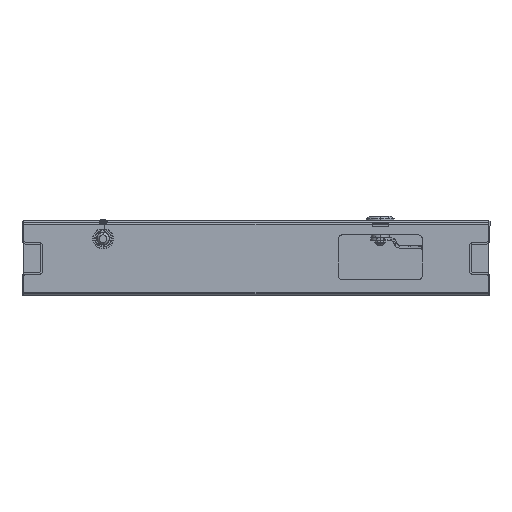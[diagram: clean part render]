
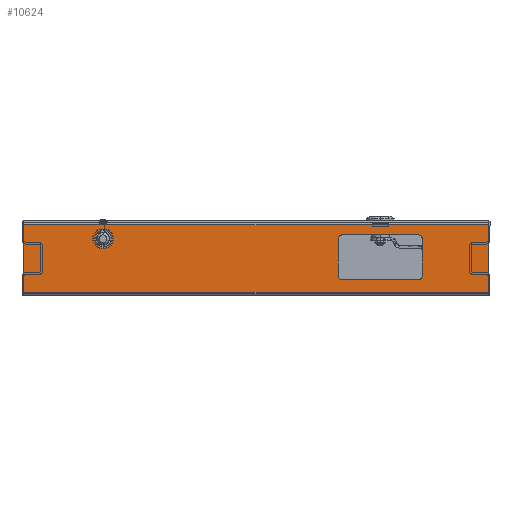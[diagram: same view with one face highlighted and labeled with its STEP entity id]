
A CAD part, front view. The second image highlights one B-rep face of the part: STEP entity #10624.
In plain terms, the highlighted planar face has unit normal (0, -1, 0).
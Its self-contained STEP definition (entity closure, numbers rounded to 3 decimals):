
#545 = DIRECTION ( 'NONE',  ( 1., 0., 0. ) ) ;
#1502 = CARTESIAN_POINT ( 'NONE',  ( -18., 0., -335. ) ) ;
#1846 = EDGE_CURVE ( 'NONE', #59936, #27088, #43526, .T. ) ;
#2015 = VERTEX_POINT ( 'NONE', #62609 ) ;
#3860 = EDGE_CURVE ( 'NONE', #19851, #43720, #24346, .T. ) ;
#4296 = CARTESIAN_POINT ( 'NONE',  ( -36., 0., -495. ) ) ;
#5063 = EDGE_CURVE ( 'NONE', #55768, #59936, #11448, .T. ) ;
#5733 = DIRECTION ( 'NONE',  ( 0., -1., 0. ) ) ;
#6119 = FACE_BOUND ( 'NONE', #54871, .T. ) ;
#6151 = DIRECTION ( 'NONE',  ( 1., 0., 0. ) ) ;
#6435 = DIRECTION ( 'NONE',  ( 1., 0., 0. ) ) ;
#6519 = EDGE_LOOP ( 'NONE', ( #73700, #7901, #11865, #54479 ) ) ;
#6844 = VERTEX_POINT ( 'NONE', #67258 ) ;
#7901 = ORIENTED_EDGE ( 'NONE', *, *, #57184, .F. ) ;
#7953 = FACE_BOUND ( 'NONE', #13155, .T. ) ;
#8215 = CARTESIAN_POINT ( 'NONE',  ( 40., 0., -495. ) ) ;
#8851 = EDGE_CURVE ( 'NONE', #2015, #6844, #73825, .T. ) ;
#9181 = VECTOR ( 'NONE', #6435, 1000. ) ;
#9525 = AXIS2_PLACEMENT_3D ( 'NONE', #61260, #44665, #10495 ) ;
#10495 = DIRECTION ( 'NONE',  ( 1., 0., 0. ) ) ;
#10624 = ADVANCED_FACE ( 'NONE', ( #6119, #7953, #55546 ), #53614, .T. ) ;
#10825 = AXIS2_PLACEMENT_3D ( 'NONE', #18586, #52009, #63784 ) ;
#11448 = CIRCLE ( 'NONE', #45706, 5. ) ;
#11865 = ORIENTED_EDGE ( 'NONE', *, *, #16192, .T. ) ;
#12878 = ORIENTED_EDGE ( 'NONE', *, *, #1846, .F. ) ;
#13155 = EDGE_LOOP ( 'NONE', ( #52367, #12878, #23947, #63697, #66555, #25876, #39366, #69469 ) ) ;
#13617 = VERTEX_POINT ( 'NONE', #52767 ) ;
#14658 = CARTESIAN_POINT ( 'NONE',  ( 36., 0., -495. ) ) ;
#16029 = CIRCLE ( 'NONE', #9525, 5. ) ;
#16192 = EDGE_CURVE ( 'NONE', #31124, #73684, #49607, .T. ) ;
#18342 = DIRECTION ( 'NONE',  ( 1., 0., 0. ) ) ;
#18586 = CARTESIAN_POINT ( 'NONE',  ( 21., 0., -84.5 ) ) ;
#19851 = VERTEX_POINT ( 'NONE', #69116 ) ;
#20021 = CARTESIAN_POINT ( 'NONE',  ( 20., 0., -335. ) ) ;
#21983 = VECTOR ( 'NONE', #66254, 1000. ) ;
#22150 = EDGE_CURVE ( 'NONE', #39616, #55768, #41776, .T. ) ;
#23818 = ORIENTED_EDGE ( 'NONE', *, *, #55411, .F. ) ;
#23947 = ORIENTED_EDGE ( 'NONE', *, *, #5063, .F. ) ;
#24346 = CIRCLE ( 'NONE', #40324, 5. ) ;
#25773 = CARTESIAN_POINT ( 'NONE',  ( 25., 0., -420. ) ) ;
#25876 = ORIENTED_EDGE ( 'NONE', *, *, #47533, .F. ) ;
#26058 = LINE ( 'NONE', #4296, #48524 ) ;
#27088 = VERTEX_POINT ( 'NONE', #28684 ) ;
#27163 = VERTEX_POINT ( 'NONE', #42248 ) ;
#28215 = CARTESIAN_POINT ( 'NONE',  ( -18., 0., -340. ) ) ;
#28684 = CARTESIAN_POINT ( 'NONE',  ( -23., 0., -420. ) ) ;
#29377 = DIRECTION ( 'NONE',  ( -1., 0., 0. ) ) ;
#31124 = VERTEX_POINT ( 'NONE', #38837 ) ;
#31427 = CARTESIAN_POINT ( 'NONE',  ( -18., 0., -425. ) ) ;
#32799 = CARTESIAN_POINT ( 'NONE',  ( 36., 0., -495. ) ) ;
#34405 = EDGE_CURVE ( 'NONE', #73684, #6844, #60134, .T. ) ;
#34433 = DIRECTION ( 'NONE',  ( 0., -1., 0. ) ) ;
#35650 = DIRECTION ( 'NONE',  ( 1., 0., 0. ) ) ;
#38837 = CARTESIAN_POINT ( 'NONE',  ( -36., 0., -495. ) ) ;
#39366 = ORIENTED_EDGE ( 'NONE', *, *, #3860, .F. ) ;
#39616 = VERTEX_POINT ( 'NONE', #20021 ) ;
#40324 = AXIS2_PLACEMENT_3D ( 'NONE', #62728, #5733, #45170 ) ;
#40576 = CARTESIAN_POINT ( 'NONE',  ( 40., 0., 0. ) ) ;
#41043 = VERTEX_POINT ( 'NONE', #31427 ) ;
#41776 = LINE ( 'NONE', #1502, #50678 ) ;
#42248 = CARTESIAN_POINT ( 'NONE',  ( 12., 0., -84.5 ) ) ;
#43105 = DIRECTION ( 'NONE',  ( 0., 0., 1. ) ) ;
#43526 = LINE ( 'NONE', #43684, #21983 ) ;
#43684 = CARTESIAN_POINT ( 'NONE',  ( -23., 0., -420. ) ) ;
#43720 = VERTEX_POINT ( 'NONE', #52735 ) ;
#44665 = DIRECTION ( 'NONE',  ( 0., -1., 0. ) ) ;
#45170 = DIRECTION ( 'NONE',  ( 1., 0., 0. ) ) ;
#45706 = AXIS2_PLACEMENT_3D ( 'NONE', #28215, #57061, #545 ) ;
#47094 = AXIS2_PLACEMENT_3D ( 'NONE', #63529, #34433, #18342 ) ;
#47194 = DIRECTION ( 'NONE',  ( 0., -1., 0. ) ) ;
#47449 = CARTESIAN_POINT ( 'NONE',  ( -18., 0., -420. ) ) ;
#47533 = EDGE_CURVE ( 'NONE', #43720, #13617, #51457, .T. ) ;
#47833 = DIRECTION ( 'NONE',  ( 1., 0., 0. ) ) ;
#48524 = VECTOR ( 'NONE', #72895, 1000. ) ;
#48649 = CIRCLE ( 'NONE', #10825, 9. ) ;
#49607 = LINE ( 'NONE', #8215, #9181 ) ;
#50280 = VECTOR ( 'NONE', #35650, 1000. ) ;
#50678 = VECTOR ( 'NONE', #60032, 1000. ) ;
#51457 = LINE ( 'NONE', #25773, #61365 ) ;
#51750 = AXIS2_PLACEMENT_3D ( 'NONE', #64902, #69931, #47833 ) ;
#52009 = DIRECTION ( 'NONE',  ( 0., -1., 0. ) ) ;
#52367 = ORIENTED_EDGE ( 'NONE', *, *, #65203, .F. ) ;
#52735 = CARTESIAN_POINT ( 'NONE',  ( 25., 0., -420. ) ) ;
#52767 = CARTESIAN_POINT ( 'NONE',  ( 25., 0., -340. ) ) ;
#53614 = PLANE ( 'NONE',  #51750 ) ;
#54479 = ORIENTED_EDGE ( 'NONE', *, *, #34405, .T. ) ;
#54498 = CIRCLE ( 'NONE', #47094, 9. ) ;
#54871 = EDGE_LOOP ( 'NONE', ( #68541, #23818 ) ) ;
#54897 = DIRECTION ( 'NONE',  ( 0., 0., 1. ) ) ;
#55411 = EDGE_CURVE ( 'NONE', #27163, #60787, #48649, .T. ) ;
#55546 = FACE_OUTER_BOUND ( 'NONE', #6519, .T. ) ;
#55768 = VERTEX_POINT ( 'NONE', #57759 ) ;
#57061 = DIRECTION ( 'NONE',  ( 0., -1., 0. ) ) ;
#57184 = EDGE_CURVE ( 'NONE', #31124, #2015, #26058, .T. ) ;
#57759 = CARTESIAN_POINT ( 'NONE',  ( -18., 0., -335. ) ) ;
#57874 = EDGE_CURVE ( 'NONE', #13617, #39616, #16029, .T. ) ;
#58560 = VECTOR ( 'NONE', #6151, 1000. ) ;
#59936 = VERTEX_POINT ( 'NONE', #63752 ) ;
#60032 = DIRECTION ( 'NONE',  ( -1., 0., 0. ) ) ;
#60134 = LINE ( 'NONE', #32799, #68158 ) ;
#60787 = VERTEX_POINT ( 'NONE', #70944 ) ;
#61260 = CARTESIAN_POINT ( 'NONE',  ( 20., 0., -340. ) ) ;
#61365 = VECTOR ( 'NONE', #43105, 1000. ) ;
#62609 = CARTESIAN_POINT ( 'NONE',  ( -36., 0., 0. ) ) ;
#62728 = CARTESIAN_POINT ( 'NONE',  ( 20., 0., -420. ) ) ;
#63529 = CARTESIAN_POINT ( 'NONE',  ( 21., 0., -84.5 ) ) ;
#63697 = ORIENTED_EDGE ( 'NONE', *, *, #22150, .F. ) ;
#63752 = CARTESIAN_POINT ( 'NONE',  ( -23., 0., -340. ) ) ;
#63784 = DIRECTION ( 'NONE',  ( 1., 0., 0. ) ) ;
#64902 = CARTESIAN_POINT ( 'NONE',  ( 40., 0., -495. ) ) ;
#65024 = CARTESIAN_POINT ( 'NONE',  ( -18., 0., -425. ) ) ;
#65203 = EDGE_CURVE ( 'NONE', #27088, #41043, #74333, .T. ) ;
#65534 = LINE ( 'NONE', #65024, #50280 ) ;
#66254 = DIRECTION ( 'NONE',  ( 0., 0., -1. ) ) ;
#66555 = ORIENTED_EDGE ( 'NONE', *, *, #57874, .F. ) ;
#67105 = EDGE_CURVE ( 'NONE', #41043, #19851, #65534, .T. ) ;
#67258 = CARTESIAN_POINT ( 'NONE',  ( 36., 0., 0. ) ) ;
#67877 = AXIS2_PLACEMENT_3D ( 'NONE', #47449, #47194, #29377 ) ;
#68158 = VECTOR ( 'NONE', #54897, 1000. ) ;
#68541 = ORIENTED_EDGE ( 'NONE', *, *, #74130, .F. ) ;
#69116 = CARTESIAN_POINT ( 'NONE',  ( 20., 0., -425. ) ) ;
#69469 = ORIENTED_EDGE ( 'NONE', *, *, #67105, .F. ) ;
#69931 = DIRECTION ( 'NONE',  ( 0., -1., 0. ) ) ;
#70944 = CARTESIAN_POINT ( 'NONE',  ( 30., 0., -84.5 ) ) ;
#72895 = DIRECTION ( 'NONE',  ( 0., 0., 1. ) ) ;
#73684 = VERTEX_POINT ( 'NONE', #14658 ) ;
#73700 = ORIENTED_EDGE ( 'NONE', *, *, #8851, .F. ) ;
#73825 = LINE ( 'NONE', #40576, #58560 ) ;
#74130 = EDGE_CURVE ( 'NONE', #60787, #27163, #54498, .T. ) ;
#74333 = CIRCLE ( 'NONE', #67877, 5. ) ;
